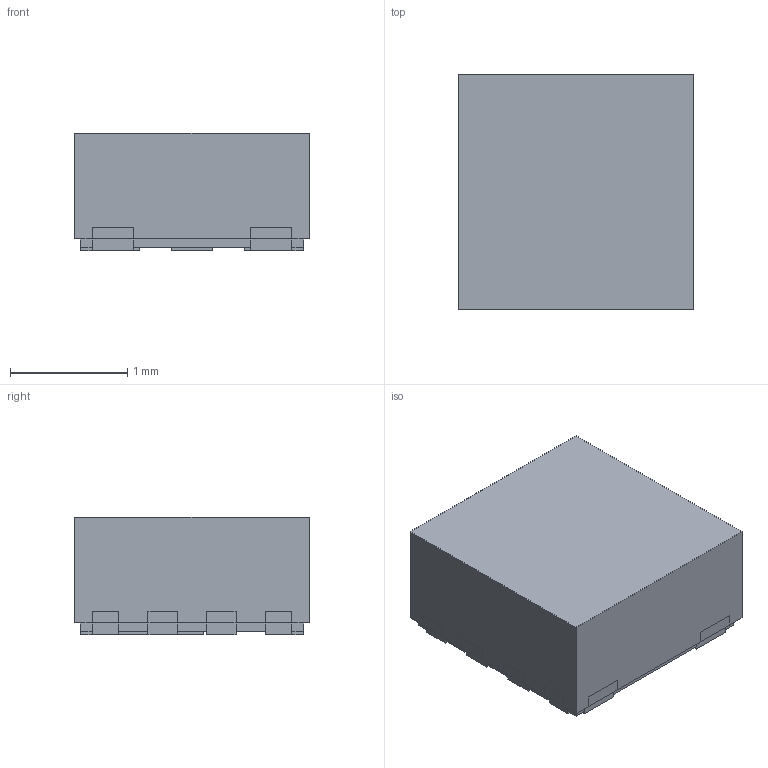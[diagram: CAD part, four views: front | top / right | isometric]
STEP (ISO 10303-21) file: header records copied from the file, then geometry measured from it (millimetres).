
FILE_DESCRIPTION((''),'2;1');
FILE_NAME('RPE0009A_ASM','2018-09-10T07:58:20',('a0412086'),(''),'CREO PARAMETRIC BY PTC INC, 2018020','CREO PARAMETRIC BY PTC INC, 2018020','');
FILE_SCHEMA(('AUTOMOTIVE_DESIGN { 1 0 10303 214 1 1 1 1 }'));
Length unit declared in the file: millimetre
Products named in the file (3): FRAME_AF0; MOLD_AF0; RPE0009A_ASM
Assembly tree (2 placements, depth 2):
  RPE0009A_ASM
    FRAME_AF0
    MOLD_AF0
Bounding box: 2 x 2 x 1 mm (x, y, z)
Volume: 3.9 mm3; surface area: 22.9 mm2
Topology: 10 solids, 10 shells, 170 faces, 450 edges, 300 vertices
Faces by surface type: plane 170
Entity records: 7274 total; most frequent: CARTESIAN_POINT 959, ORIENTED_EDGE 900, DIRECTION 839, PRESENTATION_STYLE_ASSIGNMENT 515, STYLED_ITEM 461, VECTOR 450, LINE 450, CURVE_STYLE 450
